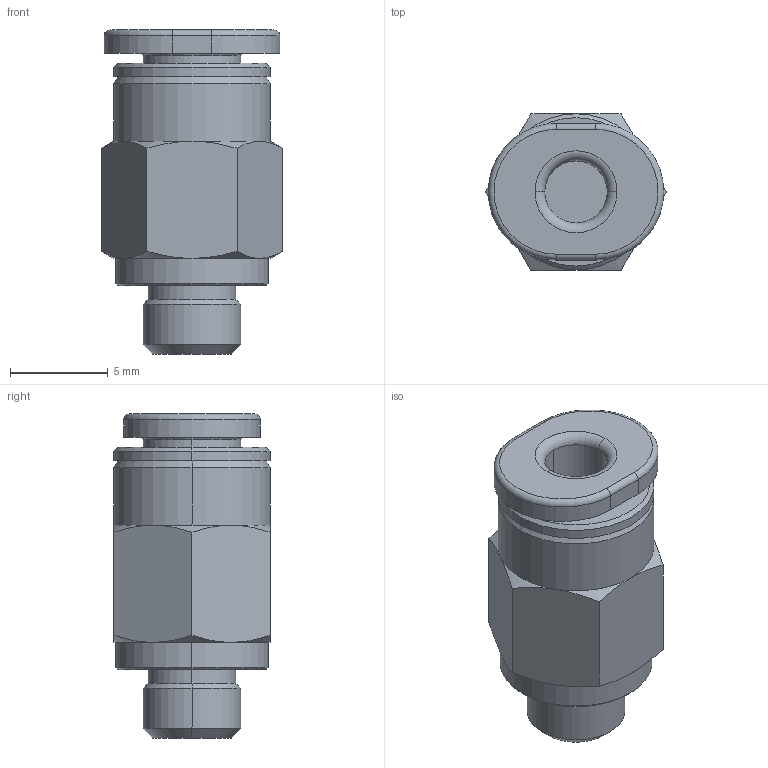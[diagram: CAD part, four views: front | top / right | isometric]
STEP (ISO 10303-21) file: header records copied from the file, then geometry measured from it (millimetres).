
FILE_DESCRIPTION((''),'2;1');
FILE_NAME('PC03M5C-mdt.stp','2017-07-24T14:29:11',(''),(''),'Mechanical Desktop 2009','Mechanical Desktop 2009',', , ');
FILE_SCHEMA(('CONFIG_CONTROL_DESIGN'));
Length unit declared in the file: millimetre
Products named in the file (4): PC03M5C-MDTA; PC03M5C-MDT; COLLAR-L03C-L; COLLAR-C03C
Assembly tree (4 placements, depth 2):
  PC03M5C-MDTA
    PC03M5C-MDT
    COLLAR-L03C-L
    COLLAR-C03C  x2
Bounding box: 9.24 x 8 x 16.6 mm (x, y, z)
Volume: 628.2 mm3; surface area: 695.5 mm2
Topology: 1 solids, 1 shells, 67 faces, 145 edges, 87 vertices
Faces by surface type: cone 22, cylinder 20, plane 17, bspline 4, torus 4
Entity records: 2107 total; most frequent: CARTESIAN_POINT 528, DIRECTION 336, ORIENTED_EDGE 290, AXIS2_PLACEMENT_3D 147, EDGE_CURVE 145, VERTEX_POINT 87, CIRCLE 79, EDGE_LOOP 74
